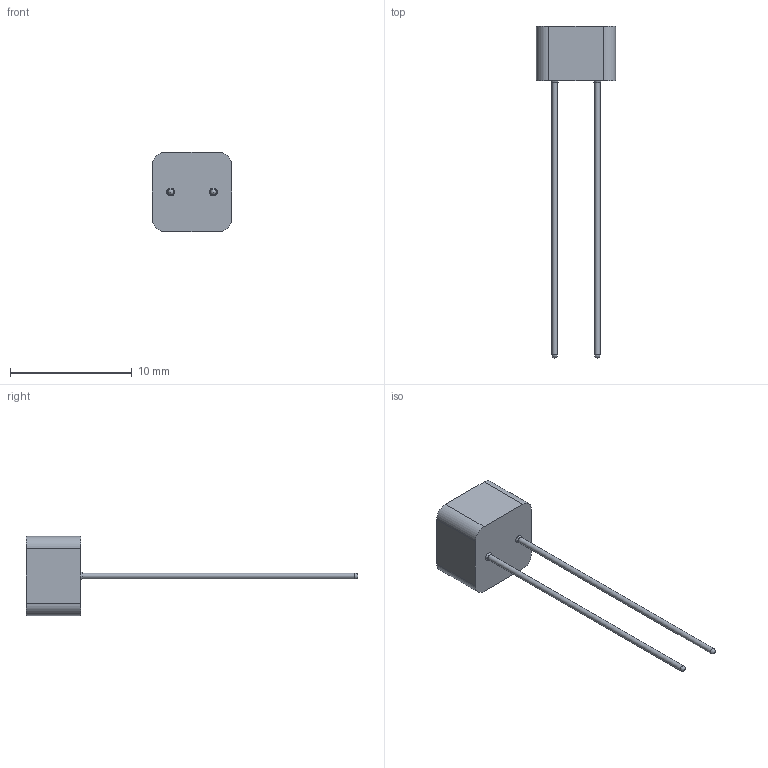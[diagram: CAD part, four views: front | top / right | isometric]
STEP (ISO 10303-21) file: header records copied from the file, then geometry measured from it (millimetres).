
FILE_DESCRIPTION(/* description */ (''),/* implementation_level */ '2;1');
FILE_NAME(/* name */ 'Capacitor.stp',/* time_stamp */ '2020-05-19T07:44:09-07:00',/* author */ ('Сергей'),/* organization */ (''),/* preprocessor_version */ 'ST-DEVELOPER v16.13',/* originating_system */ 'Autodesk Inventor 2018',/* authorisation */ '');
FILE_SCHEMA (('AUTOMOTIVE_DESIGN { 1 0 10303 214 3 1 1 }'));
Length unit declared in the file: millimetre
Products named in the file (1): A54
Bounding box: 6.5 x 27.25 x 6.5 mm (x, y, z)
Volume: 194 mm3; surface area: 257.9 mm2
Topology: 1 solids, 1 shells, 16 faces, 44 edges, 30 vertices
Faces by surface type: cylinder 6, plane 6, bspline 4
Full cylindrical faces by diameter (mm): 0.464 x2
Entity records: 667 total; most frequent: CARTESIAN_POINT 239, DIRECTION 82, ORIENTED_EDGE 80, EDGE_CURVE 40, AXIS2_PLACEMENT_3D 33, VERTEX_POINT 30, EDGE_LOOP 20, CIRCLE 20
